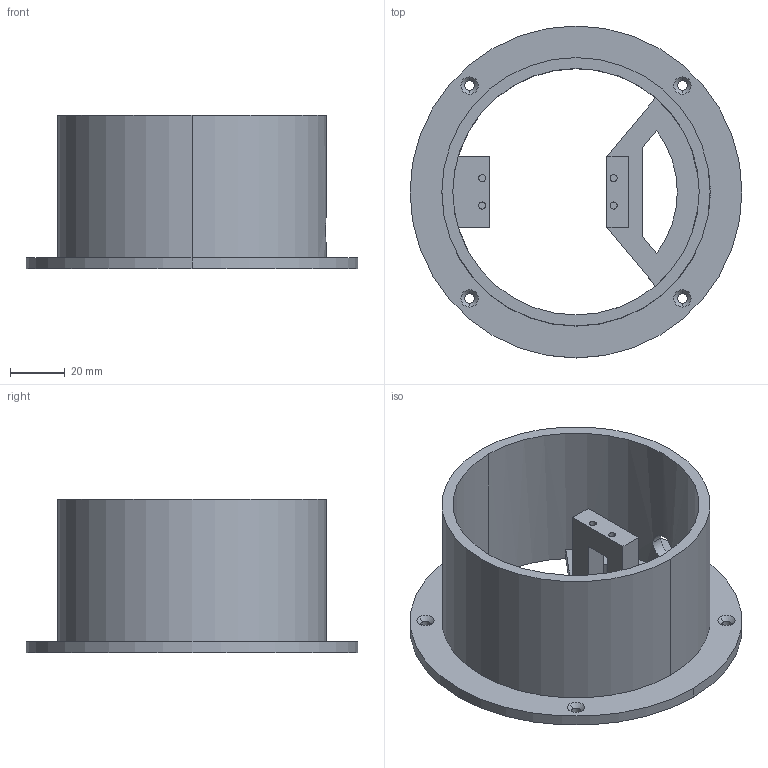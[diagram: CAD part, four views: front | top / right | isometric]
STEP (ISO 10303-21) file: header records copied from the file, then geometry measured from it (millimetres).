
FILE_DESCRIPTION (( 'STEP AP203' ), '1' );
FILE_NAME ('Base_Default_sldprt.STEP', '2025-04-14T10:32:53', ( '' ), ( '' ), 'SwSTEP 2.0', 'SolidWorks 2023', '' );
FILE_SCHEMA (( 'CONFIG_CONTROL_DESIGN' ));
Length unit declared in the file: millimetre
Products named in the file (1): Base_Default_sldprt
Bounding box: 121.25 x 121.25 x 56 mm (x, y, z)
Volume: 96044.9 mm3; surface area: 49903.1 mm2
Topology: 1 solids, 1 shells, 60 faces, 146 edges, 94 vertices
Faces by surface type: plane 27, cylinder 25, cone 8
Entity records: 2130 total; most frequent: CARTESIAN_POINT 566, DIRECTION 320, ORIENTED_EDGE 292, EDGE_CURVE 146, AXIS2_PLACEMENT_3D 118, VERTEX_POINT 94, LINE 84, VECTOR 84
